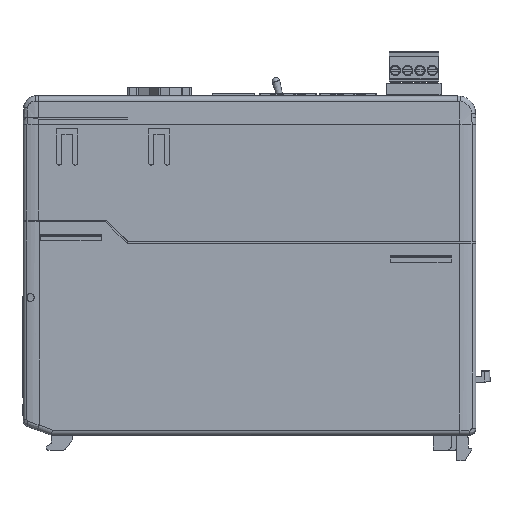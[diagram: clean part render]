
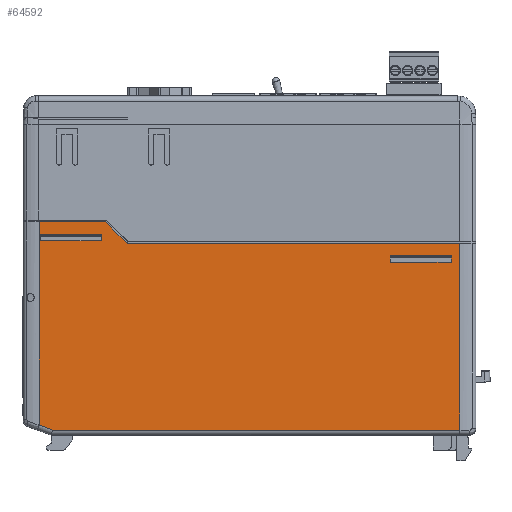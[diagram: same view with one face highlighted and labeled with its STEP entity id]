
A CAD part, left-side view. The second image highlights one B-rep face of the part: STEP entity #64592.
In plain terms, the highlighted planar face has unit normal (-1, 0, 0).
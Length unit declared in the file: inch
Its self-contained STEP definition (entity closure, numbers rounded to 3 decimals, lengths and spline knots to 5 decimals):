
#127 = VERTEX_POINT ( 'NONE', #156553 ) ;
#4857 = EDGE_LOOP ( 'NONE', ( #174415, #163883, #109860, #4992 ) ) ;
#4992 = ORIENTED_EDGE ( 'NONE', *, *, #36449, .F. ) ;
#11219 = LINE ( 'NONE', #123023, #109696 ) ;
#11280 = DIRECTION ( 'NONE',  ( 0., 1., 0. ) ) ;
#12214 = CARTESIAN_POINT ( 'NONE',  ( -1.57087, 0.32688, 0.21933 ) ) ;
#13612 = EDGE_LOOP ( 'NONE', ( #117099, #106983, #67533, #41816 ) ) ;
#13931 = DIRECTION ( 'NONE',  ( 0., 0., -1. ) ) ;
#14375 = EDGE_CURVE ( 'NONE', #177456, #147165, #180025, .T. ) ;
#15786 = CARTESIAN_POINT ( 'NONE',  ( -1.57087, 0.95196, -0.23228 ) ) ;
#17431 = LINE ( 'NONE', #60276, #36985 ) ;
#21151 = VERTEX_POINT ( 'NONE', #122604 ) ;
#22291 = CARTESIAN_POINT ( 'NONE',  ( -1.57087, 5.49851, 37.18295 ) ) ;
#22933 = CARTESIAN_POINT ( 'NONE',  ( -1.57087, 3.88427, -0.01969 ) ) ;
#23259 = VERTEX_POINT ( 'NONE', #48294 ) ;
#24339 = LINE ( 'NONE', #12214, #162986 ) ;
#28824 = CARTESIAN_POINT ( 'NONE',  ( -1.57087, 3.88427, 37.21113 ) ) ;
#33242 = DIRECTION ( 'NONE',  ( 0., 1., 0. ) ) ;
#35148 = LINE ( 'NONE', #165454, #60546 ) ;
#35494 = CARTESIAN_POINT ( 'NONE',  ( -1.57087, 0.27098, -0.15748 ) ) ;
#35612 = CARTESIAN_POINT ( 'NONE',  ( -1.57087, 4.17267, 0.00673 ) ) ;
#36449 = EDGE_CURVE ( 'NONE', #88101, #23259, #79247, .T. ) ;
#36691 = CARTESIAN_POINT ( 'NONE',  ( -1.57087, 0.27373, -0.15748 ) ) ;
#36985 = VECTOR ( 'NONE', #183681, 39.37008 ) ;
#37528 = FACE_BOUND ( 'NONE', #4857, .T. ) ;
#38901 = ORIENTED_EDGE ( 'NONE', *, *, #175680, .T. ) ;
#39767 = LINE ( 'NONE', #114249, #87289 ) ;
#40488 = CARTESIAN_POINT ( 'NONE',  ( -1.57087, 4.86547, 37.21113 ) ) ;
#41407 = DIRECTION ( 'NONE',  ( 0., 0., -1. ) ) ;
#41618 = DIRECTION ( 'NONE',  ( 0., -1., 0. ) ) ;
#41816 = ORIENTED_EDGE ( 'NONE', *, *, #44560, .T. ) ;
#44560 = EDGE_CURVE ( 'NONE', #138796, #64459, #105242, .T. ) ;
#45982 = DIRECTION ( 'NONE',  ( 0., -0.936, -0.351 ) ) ;
#46590 = DIRECTION ( 'NONE',  ( 0., 0.017, 1. ) ) ;
#48294 = CARTESIAN_POINT ( 'NONE',  ( -1.57087, 0.95327, -0.15748 ) ) ;
#48565 = VECTOR ( 'NONE', #33242, 39.37008 ) ;
#50440 = VECTOR ( 'NONE', #45982, 39.37008 ) ;
#50592 = PLANE ( 'NONE',  #152180 ) ;
#54916 = EDGE_CURVE ( 'NONE', #64459, #109332, #126321, .T. ) ;
#55309 = CARTESIAN_POINT ( 'NONE',  ( -1.57087, 4.71703, -2.0999 ) ) ;
#56521 = LINE ( 'NONE', #156153, #120752 ) ;
#56963 = VECTOR ( 'NONE', #137301, 39.37008 ) ;
#58698 = EDGE_CURVE ( 'NONE', #131975, #138796, #158972, .T. ) ;
#60276 = CARTESIAN_POINT ( 'NONE',  ( -1.57087, 0.32688, -0.01969 ) ) ;
#60546 = VECTOR ( 'NONE', #107798, 39.37008 ) ;
#64459 = VERTEX_POINT ( 'NONE', #111773 ) ;
#64592 = ADVANCED_FACE ( 'NONE', ( #122305, #37528, #85633 ), #50592, .F. ) ;
#66784 = ORIENTED_EDGE ( 'NONE', *, *, #100112, .T. ) ;
#67533 = ORIENTED_EDGE ( 'NONE', *, *, #58698, .T. ) ;
#68582 = CARTESIAN_POINT ( 'NONE',  ( -1.57087, 4.85366, 0.08154 ) ) ;
#69254 = DIRECTION ( 'NONE',  ( 0., 0., -1. ) ) ;
#70740 = EDGE_CURVE ( 'NONE', #21151, #88101, #56521, .T. ) ;
#74246 = CARTESIAN_POINT ( 'NONE',  ( -1.57087, 4.16862, 0.00673 ) ) ;
#75723 = LINE ( 'NONE', #157732, #50440 ) ;
#79247 = LINE ( 'NONE', #35494, #144584 ) ;
#81204 = EDGE_CURVE ( 'NONE', #109332, #131975, #125182, .T. ) ;
#85633 = FACE_BOUND ( 'NONE', #13612, .T. ) ;
#87289 = VECTOR ( 'NONE', #41618, 39.37008 ) ;
#87557 = VECTOR ( 'NONE', #180245, 39.37008 ) ;
#88101 = VERTEX_POINT ( 'NONE', #36691 ) ;
#88128 = EDGE_CURVE ( 'NONE', #177456, #131981, #17431, .T. ) ;
#91567 = VECTOR ( 'NONE', #46590, 39.37008 ) ;
#93357 = CARTESIAN_POINT ( 'NONE',  ( -1.57087, 3.88427, -0.01969 ) ) ;
#95433 = VERTEX_POINT ( 'NONE', #156505 ) ;
#96006 = DIRECTION ( 'NONE',  ( 0., -0.017, -1. ) ) ;
#97117 = CARTESIAN_POINT ( 'NONE',  ( -1.57087, 0.17717, -0.01969 ) ) ;
#100112 = EDGE_CURVE ( 'NONE', #127, #95433, #24339, .T. ) ;
#102665 = EDGE_CURVE ( 'NONE', #118372, #147864, #75723, .T. ) ;
#105242 = LINE ( 'NONE', #22291, #91567 ) ;
#106203 = ORIENTED_EDGE ( 'NONE', *, *, #138403, .T. ) ;
#106983 = ORIENTED_EDGE ( 'NONE', *, *, #81204, .T. ) ;
#107798 = DIRECTION ( 'NONE',  ( 0., 1., 0. ) ) ;
#109332 = VERTEX_POINT ( 'NONE', #152634 ) ;
#109696 = VECTOR ( 'NONE', #96006, 39.37008 ) ;
#109860 = ORIENTED_EDGE ( 'NONE', *, *, #122685, .F. ) ;
#110414 = VECTOR ( 'NONE', #183029, 39.37008 ) ;
#111773 = CARTESIAN_POINT ( 'NONE',  ( -1.57087, 4.85091, 0.08154 ) ) ;
#112200 = LINE ( 'NONE', #40488, #114492 ) ;
#114249 = CARTESIAN_POINT ( 'NONE',  ( -1.57087, 3.88427, -2.0999 ) ) ;
#114492 = VECTOR ( 'NONE', #41407, 39.37008 ) ;
#117099 = ORIENTED_EDGE ( 'NONE', *, *, #54916, .T. ) ;
#118372 = VERTEX_POINT ( 'NONE', #119334 ) ;
#119334 = CARTESIAN_POINT ( 'NONE',  ( -1.57087, 4.86547, -2.04422 ) ) ;
#120752 = VECTOR ( 'NONE', #181285, 39.37008 ) ;
#122106 = DIRECTION ( 'NONE',  ( 0., 1., 0. ) ) ;
#122305 = FACE_OUTER_BOUND ( 'NONE', #165394, .T. ) ;
#122604 = CARTESIAN_POINT ( 'NONE',  ( -1.57087, 0.27503, -0.23228 ) ) ;
#122685 = EDGE_CURVE ( 'NONE', #23259, #136942, #11219, .T. ) ;
#123023 = CARTESIAN_POINT ( 'NONE',  ( -1.57087, 0.95602, 0. ) ) ;
#124265 = CARTESIAN_POINT ( 'NONE',  ( -1.57087, 3.52338, 37.20483 ) ) ;
#124338 = ORIENTED_EDGE ( 'NONE', *, *, #183069, .T. ) ;
#125182 = LINE ( 'NONE', #124265, #56963 ) ;
#126321 = LINE ( 'NONE', #68582, #110414 ) ;
#128178 = VECTOR ( 'NONE', #69254, 39.37008 ) ;
#131975 = VERTEX_POINT ( 'NONE', #35612 ) ;
#131981 = VERTEX_POINT ( 'NONE', #93357 ) ;
#136942 = VERTEX_POINT ( 'NONE', #15786 ) ;
#137301 = DIRECTION ( 'NONE',  ( 0., 0.017, -1. ) ) ;
#138403 = EDGE_CURVE ( 'NONE', #131981, #127, #138413, .T. ) ;
#138413 = LINE ( 'NONE', #22933, #87557 ) ;
#138796 = VERTEX_POINT ( 'NONE', #181870 ) ;
#142474 = ORIENTED_EDGE ( 'NONE', *, *, #88128, .T. ) ;
#144584 = VECTOR ( 'NONE', #122106, 39.37008 ) ;
#147165 = VERTEX_POINT ( 'NONE', #165637 ) ;
#147864 = VERTEX_POINT ( 'NONE', #55309 ) ;
#151133 = DIRECTION ( 'NONE',  ( 1., 0., 0. ) ) ;
#152180 = AXIS2_PLACEMENT_3D ( 'NONE', #28824, #151133, #13931 ) ;
#152634 = CARTESIAN_POINT ( 'NONE',  ( -1.57087, 4.17136, 0.08154 ) ) ;
#156153 = CARTESIAN_POINT ( 'NONE',  ( -1.57087, 0.27098, 0. ) ) ;
#156505 = CARTESIAN_POINT ( 'NONE',  ( -1.57087, 4.86547, 0.21933 ) ) ;
#156553 = CARTESIAN_POINT ( 'NONE',  ( -1.57087, 4.12329, 0.21933 ) ) ;
#157732 = CARTESIAN_POINT ( 'NONE',  ( -1.57087, 16.91318, 2.47461 ) ) ;
#158972 = LINE ( 'NONE', #74246, #48565 ) ;
#162986 = VECTOR ( 'NONE', #11280, 39.37008 ) ;
#163883 = ORIENTED_EDGE ( 'NONE', *, *, #175618, .T. ) ;
#165394 = EDGE_LOOP ( 'NONE', ( #142474, #106203, #66784, #124338, #167181, #38901, #178241 ) ) ;
#165454 = CARTESIAN_POINT ( 'NONE',  ( -1.57087, 0.27098, -0.23228 ) ) ;
#165637 = CARTESIAN_POINT ( 'NONE',  ( -1.57087, 0.17717, -2.0999 ) ) ;
#166086 = CARTESIAN_POINT ( 'NONE',  ( -1.57087, 0.17717, 37.21113 ) ) ;
#167181 = ORIENTED_EDGE ( 'NONE', *, *, #102665, .T. ) ;
#174415 = ORIENTED_EDGE ( 'NONE', *, *, #70740, .F. ) ;
#175618 = EDGE_CURVE ( 'NONE', #21151, #136942, #35148, .T. ) ;
#175680 = EDGE_CURVE ( 'NONE', #147864, #147165, #39767, .T. ) ;
#177456 = VERTEX_POINT ( 'NONE', #97117 ) ;
#178241 = ORIENTED_EDGE ( 'NONE', *, *, #14375, .F. ) ;
#180025 = LINE ( 'NONE', #166086, #128178 ) ;
#180245 = DIRECTION ( 'NONE',  ( 0., 0.707, 0.707 ) ) ;
#181285 = DIRECTION ( 'NONE',  ( 0., -0.017, 1. ) ) ;
#181870 = CARTESIAN_POINT ( 'NONE',  ( -1.57087, 4.8496, 0.00673 ) ) ;
#183029 = DIRECTION ( 'NONE',  ( 0., -1., 0. ) ) ;
#183069 = EDGE_CURVE ( 'NONE', #95433, #118372, #112200, .T. ) ;
#183681 = DIRECTION ( 'NONE',  ( 0., 1., 0. ) ) ;
